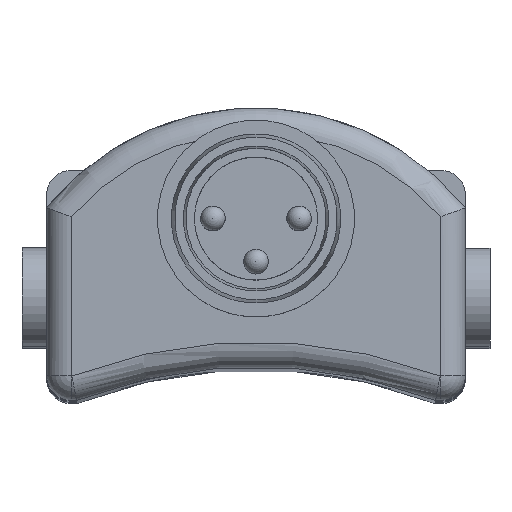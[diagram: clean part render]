
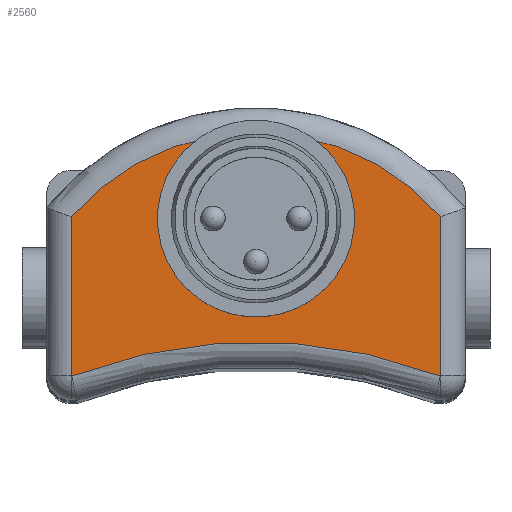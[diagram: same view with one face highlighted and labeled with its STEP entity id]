
A CAD part, top view. The second image highlights one B-rep face of the part: STEP entity #2560.
In plain terms, the highlighted planar face has unit normal (0, 0, 1).
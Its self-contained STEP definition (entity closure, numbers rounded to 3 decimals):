
#61=FACE_BOUND($,#387,.T.);
#123=PLANE($,#2746);
#223=FACE_OUTER_BOUND($,#386,.T.);
#386=EDGE_LOOP($,(#1809,#1810,#1811,#1812,#1813,#1814));
#387=EDGE_LOOP($,(#1815));
#614=LINE($,#3899,#813);
#615=LINE($,#3925,#814);
#617=LINE($,#3931,#816);
#620=LINE($,#3972,#819);
#813=VECTOR($,#3045,0.03);
#814=VECTOR($,#3056,0.03);
#816=VECTOR($,#3062,6.456);
#819=VECTOR($,#3069,6.456);
#1013=CIRCLE($,#2724,21.);
#1018=CIRCLE($,#2733,9.938);
#1025=CIRCLE($,#2747,2.91);
#1154=VERTEX_POINT($,#3877);
#1157=VERTEX_POINT($,#3882);
#1159=VERTEX_POINT($,#3903);
#1161=VERTEX_POINT($,#3923);
#1163=VERTEX_POINT($,#3930);
#1167=VERTEX_POINT($,#3955);
#1177=VERTEX_POINT($,#4025);
#1402=EDGE_CURVE($,#1157,#1154,#614,.T.);
#1405=EDGE_CURVE($,#1159,#1157,#1013,.T.);
#1407=EDGE_CURVE($,#1161,#1159,#615,.T.);
#1410=EDGE_CURVE($,#1154,#1163,#617,.T.);
#1416=EDGE_CURVE($,#1167,#1161,#620,.T.);
#1418=EDGE_CURVE($,#1163,#1167,#1018,.T.);
#1434=EDGE_CURVE($,#1177,#1177,#1025,.T.);
#1809=ORIENTED_EDGE($,*,*,#1402,.F.);
#1810=ORIENTED_EDGE($,*,*,#1405,.F.);
#1811=ORIENTED_EDGE($,*,*,#1407,.F.);
#1812=ORIENTED_EDGE($,*,*,#1416,.F.);
#1813=ORIENTED_EDGE($,*,*,#1418,.F.);
#1814=ORIENTED_EDGE($,*,*,#1410,.F.);
#1815=ORIENTED_EDGE($,*,*,#1434,.T.);
#2560=ADVANCED_FACE($,(#223,#61),#123,.T.);
#2724=AXIS2_PLACEMENT_3D($,#3920,#3050,#3051);
#2733=AXIS2_PLACEMENT_3D($,#3975,#3074,#3075);
#2746=AXIS2_PLACEMENT_3D($,#4024,#3107,#3108);
#2747=AXIS2_PLACEMENT_3D($,#4026,#3109,#3110);
#3045=DIRECTION($,(-1.,0.,0.));
#3050=DIRECTION('center_axis',(0.,0.,1.));
#3051=DIRECTION('ref_axis',(0.,1.,0.));
#3056=DIRECTION($,(-1.,0.,0.));
#3062=DIRECTION($,(0.,1.,0.));
#3069=DIRECTION($,(0.,-1.,0.));
#3074=DIRECTION('center_axis',(0.,0.,-1.));
#3075=DIRECTION('ref_axis',(0.,1.,0.));
#3107=DIRECTION('center_axis',(0.,0.,1.));
#3108=DIRECTION('ref_axis',(1.,0.,0.));
#3109=DIRECTION('center_axis',(0.,0.,-1.));
#3110=DIRECTION('ref_axis',(-1.,0.,0.));
#3877=CARTESIAN_POINT('',(1.,0.886,0.));
#3882=CARTESIAN_POINT('',(1.03,0.886,0.));
#3899=CARTESIAN_POINT($,(1.03,0.886,0.));
#3903=CARTESIAN_POINT('',(15.97,0.886,0.));
#3920=CARTESIAN_POINT('Origin',(8.5,-18.74,0.));
#3923=CARTESIAN_POINT('',(16.,0.886,0.));
#3925=CARTESIAN_POINT($,(16.,0.886,0.));
#3930=CARTESIAN_POINT('',(1.,7.342,0.));
#3931=CARTESIAN_POINT($,(1.,0.886,0.));
#3955=CARTESIAN_POINT('',(16.,7.342,0.));
#3972=CARTESIAN_POINT($,(16.,7.342,0.));
#3975=CARTESIAN_POINT('Origin',(8.5,0.822,0.));
#4024=CARTESIAN_POINT('Origin',(8.5,5.17,0.));
#4025=CARTESIAN_POINT('',(11.41,7.26,0.));
#4026=CARTESIAN_POINT('Origin',(8.5,7.26,0.));
